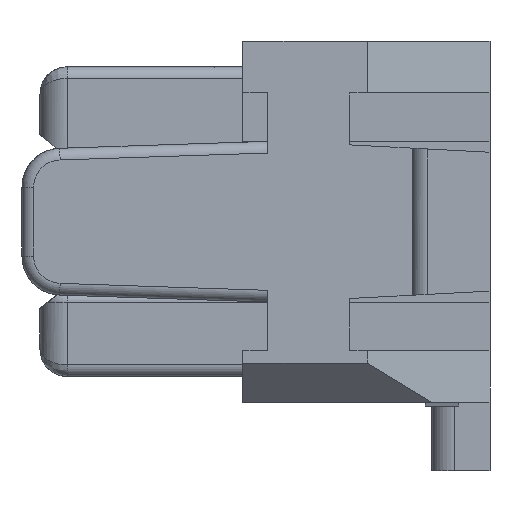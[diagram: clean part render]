
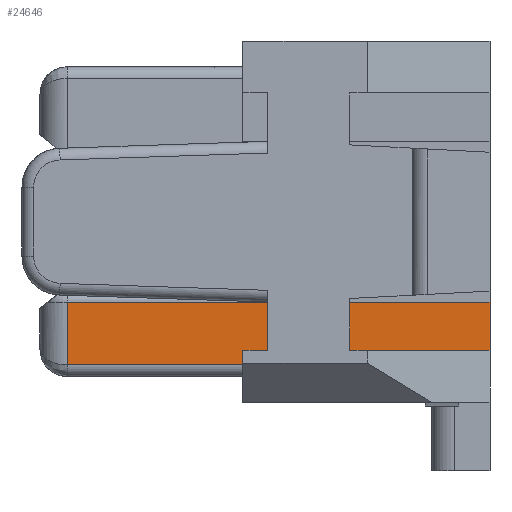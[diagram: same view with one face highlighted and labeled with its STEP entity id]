
A CAD part, front view. The second image highlights one B-rep face of the part: STEP entity #24646.
In plain terms, the highlighted planar face has unit normal (0, -1, 0).
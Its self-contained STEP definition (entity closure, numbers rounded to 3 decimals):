
#1253 = LINE ( 'NONE', #32740, #26296 ) ;
#1275 = CARTESIAN_POINT ( 'NONE',  ( 0., -17.15, 0. ) ) ;
#1425 = VECTOR ( 'NONE', #62177, 1000. ) ;
#1465 = CARTESIAN_POINT ( 'NONE',  ( 0.35, -17.15, -1.835 ) ) ;
#3502 = DIRECTION ( 'NONE',  ( 1., 0., 0. ) ) ;
#4058 = VECTOR ( 'NONE', #22013, 1000. ) ;
#4115 = DIRECTION ( 'NONE',  ( 1., 0., 0. ) ) ;
#5692 = CARTESIAN_POINT ( 'NONE',  ( 2.6, -17.15, -1.65 ) ) ;
#6459 = VECTOR ( 'NONE', #3502, 1000. ) ;
#7040 = CARTESIAN_POINT ( 'NONE',  ( 2.6, -17.15, -1.03 ) ) ;
#7469 = LINE ( 'NONE', #7040, #6459 ) ;
#7552 = DIRECTION ( 'NONE',  ( 1., 0., 0. ) ) ;
#8651 = EDGE_CURVE ( 'NONE', #27708, #52150, #45027, .T. ) ;
#8969 = VERTEX_POINT ( 'NONE', #32095 ) ;
#9279 = CARTESIAN_POINT ( 'NONE',  ( 5.77, -17.15, -1.03 ) ) ;
#10159 = VERTEX_POINT ( 'NONE', #37855 ) ;
#10493 = VERTEX_POINT ( 'NONE', #34269 ) ;
#11512 = DIRECTION ( 'NONE',  ( 0., 0., -1. ) ) ;
#12317 = EDGE_CURVE ( 'NONE', #8969, #10493, #7469, .T. ) ;
#13289 = DIRECTION ( 'NONE',  ( 0., 1., 0. ) ) ;
#14231 = ORIENTED_EDGE ( 'NONE', *, *, #47029, .F. ) ;
#16679 = ORIENTED_EDGE ( 'NONE', *, *, #39633, .T. ) ;
#16928 = VERTEX_POINT ( 'NONE', #5692 ) ;
#17173 = ORIENTED_EDGE ( 'NONE', *, *, #33719, .F. ) ;
#18026 = EDGE_LOOP ( 'NONE', ( #16679, #38559, #63717, #38548, #14231, #51434, #17173 ) ) ;
#22013 = DIRECTION ( 'NONE',  ( 0., 0., 1. ) ) ;
#22186 = AXIS2_PLACEMENT_3D ( 'NONE', #1275, #13289, #7552 ) ;
#22582 = VECTOR ( 'NONE', #65103, 1000. ) ;
#23182 = CARTESIAN_POINT ( 'NONE',  ( 0.35, -17.15, -1.835 ) ) ;
#23385 = CARTESIAN_POINT ( 'NONE',  ( 0.35, -17.15, -1.03 ) ) ;
#23653 = LINE ( 'NONE', #23385, #69062 ) ;
#24646 = ADVANCED_FACE ( 'NONE', ( #55535 ), #61356, .F. ) ;
#26296 = VECTOR ( 'NONE', #4115, 1000. ) ;
#27708 = VERTEX_POINT ( 'NONE', #23182 ) ;
#32095 = CARTESIAN_POINT ( 'NONE',  ( 2.6, -17.15, -1.03 ) ) ;
#32740 = CARTESIAN_POINT ( 'NONE',  ( 2.6, -17.15, -1.65 ) ) ;
#33719 = EDGE_CURVE ( 'NONE', #10159, #8969, #23653, .T. ) ;
#34269 = CARTESIAN_POINT ( 'NONE',  ( 5.77, -17.15, -1.03 ) ) ;
#37028 = EDGE_CURVE ( 'NONE', #52150, #16928, #50161, .T. ) ;
#37855 = CARTESIAN_POINT ( 'NONE',  ( 0.35, -17.15, -1.03 ) ) ;
#38548 = ORIENTED_EDGE ( 'NONE', *, *, #53384, .T. ) ;
#38559 = ORIENTED_EDGE ( 'NONE', *, *, #8651, .T. ) ;
#39633 = EDGE_CURVE ( 'NONE', #10159, #27708, #54386, .T. ) ;
#45027 = LINE ( 'NONE', #1465, #22582 ) ;
#46399 = CARTESIAN_POINT ( 'NONE',  ( 2.6, -17.15, -1.835 ) ) ;
#47029 = EDGE_CURVE ( 'NONE', #10493, #48661, #48218, .T. ) ;
#47175 = CARTESIAN_POINT ( 'NONE',  ( 0.35, -17.15, -1.03 ) ) ;
#48218 = LINE ( 'NONE', #9279, #1425 ) ;
#48661 = VERTEX_POINT ( 'NONE', #52759 ) ;
#50161 = LINE ( 'NONE', #46399, #4058 ) ;
#50387 = CARTESIAN_POINT ( 'NONE',  ( 2.6, -17.15, -1.835 ) ) ;
#51434 = ORIENTED_EDGE ( 'NONE', *, *, #12317, .F. ) ;
#52150 = VERTEX_POINT ( 'NONE', #50387 ) ;
#52759 = CARTESIAN_POINT ( 'NONE',  ( 5.77, -17.15, -1.65 ) ) ;
#53384 = EDGE_CURVE ( 'NONE', #16928, #48661, #1253, .T. ) ;
#54386 = LINE ( 'NONE', #47175, #55185 ) ;
#55185 = VECTOR ( 'NONE', #11512, 1000. ) ;
#55535 = FACE_OUTER_BOUND ( 'NONE', #18026, .T. ) ;
#56315 = DIRECTION ( 'NONE',  ( 1., 0., 0. ) ) ;
#61356 = PLANE ( 'NONE',  #22186 ) ;
#62177 = DIRECTION ( 'NONE',  ( 0., 0., -1. ) ) ;
#63717 = ORIENTED_EDGE ( 'NONE', *, *, #37028, .T. ) ;
#65103 = DIRECTION ( 'NONE',  ( 1., 0., 0. ) ) ;
#69062 = VECTOR ( 'NONE', #56315, 1000. ) ;
